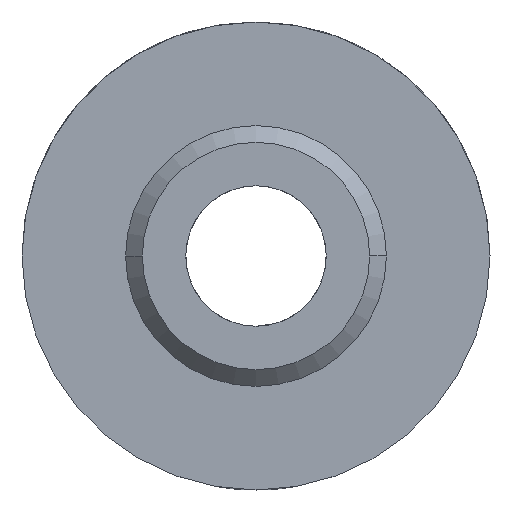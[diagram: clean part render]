
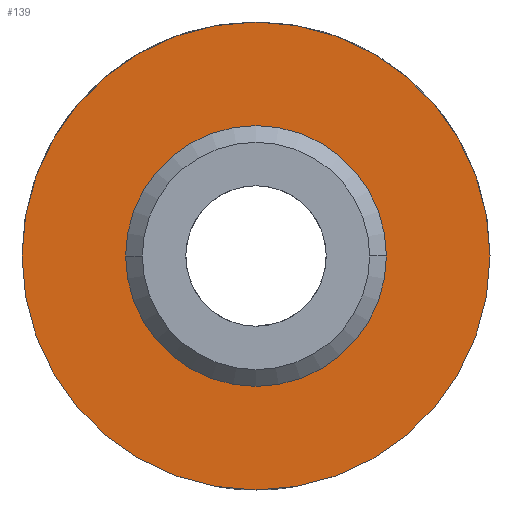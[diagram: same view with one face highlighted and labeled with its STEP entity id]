
A CAD part, front view. The second image highlights one B-rep face of the part: STEP entity #139.
In plain terms, the highlighted planar face has unit normal (0, -1, 0).
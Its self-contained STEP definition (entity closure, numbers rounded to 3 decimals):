
#15 = CIRCLE ( 'NONE', #672, 3.9 ) ;
#19 = PLANE ( 'NONE',  #896 ) ;
#50 = DIRECTION ( 'NONE',  ( -1., 0., 0. ) ) ;
#61 = CARTESIAN_POINT ( 'NONE',  ( 0., 4.2, 0. ) ) ;
#75 = AXIS2_PLACEMENT_3D ( 'NONE', #610, #697, #169 ) ;
#99 = ORIENTED_EDGE ( 'NONE', *, *, #1043, .T. ) ;
#139 = ADVANCED_FACE ( 'NONE', ( #293, #644 ), #19, .F. ) ;
#150 = CARTESIAN_POINT ( 'NONE',  ( 0., 4.2, 0. ) ) ;
#168 = ORIENTED_EDGE ( 'NONE', *, *, #303, .T. ) ;
#169 = DIRECTION ( 'NONE',  ( -1., 0., 0. ) ) ;
#202 = CARTESIAN_POINT ( 'NONE',  ( -7., 4.2, 0. ) ) ;
#224 = VERTEX_POINT ( 'NONE', #543 ) ;
#284 = AXIS2_PLACEMENT_3D ( 'NONE', #150, #326, #50 ) ;
#293 = FACE_OUTER_BOUND ( 'NONE', #443, .T. ) ;
#303 = EDGE_CURVE ( 'NONE', #689, #224, #808, .T. ) ;
#305 = VERTEX_POINT ( 'NONE', #202 ) ;
#310 = VERTEX_POINT ( 'NONE', #625 ) ;
#326 = DIRECTION ( 'NONE',  ( 0., 1., 0. ) ) ;
#389 = CARTESIAN_POINT ( 'NONE',  ( 7., 4.2, 0. ) ) ;
#443 = EDGE_LOOP ( 'NONE', ( #1056, #1078 ) ) ;
#530 = CIRCLE ( 'NONE', #284, 7. ) ;
#533 = AXIS2_PLACEMENT_3D ( 'NONE', #61, #767, #1110 ) ;
#543 = CARTESIAN_POINT ( 'NONE',  ( 3.9, 4.2, 0. ) ) ;
#554 = CARTESIAN_POINT ( 'NONE',  ( 0., 4.2, 0. ) ) ;
#560 = CARTESIAN_POINT ( 'NONE',  ( -3.9, 4.2, 0. ) ) ;
#610 = CARTESIAN_POINT ( 'NONE',  ( 0., 4.2, 0. ) ) ;
#625 = CARTESIAN_POINT ( 'NONE',  ( 7., 4.2, 0. ) ) ;
#644 = FACE_BOUND ( 'NONE', #1045, .T. ) ;
#672 = AXIS2_PLACEMENT_3D ( 'NONE', #554, #887, #1004 ) ;
#689 = VERTEX_POINT ( 'NONE', #560 ) ;
#697 = DIRECTION ( 'NONE',  ( 0., 1., 0. ) ) ;
#732 = EDGE_CURVE ( 'NONE', #310, #305, #530, .T. ) ;
#767 = DIRECTION ( 'NONE',  ( 0., 1., 0. ) ) ;
#808 = CIRCLE ( 'NONE', #533, 3.9 ) ;
#834 = DIRECTION ( 'NONE',  ( -1., 0., 0. ) ) ;
#838 = EDGE_CURVE ( 'NONE', #305, #310, #920, .T. ) ;
#887 = DIRECTION ( 'NONE',  ( 0., 1., 0. ) ) ;
#896 = AXIS2_PLACEMENT_3D ( 'NONE', #389, #1024, #834 ) ;
#920 = CIRCLE ( 'NONE', #75, 7. ) ;
#1004 = DIRECTION ( 'NONE',  ( -1., 0., 0. ) ) ;
#1024 = DIRECTION ( 'NONE',  ( 0., 1., 0. ) ) ;
#1043 = EDGE_CURVE ( 'NONE', #224, #689, #15, .T. ) ;
#1045 = EDGE_LOOP ( 'NONE', ( #168, #99 ) ) ;
#1056 = ORIENTED_EDGE ( 'NONE', *, *, #838, .F. ) ;
#1078 = ORIENTED_EDGE ( 'NONE', *, *, #732, .F. ) ;
#1110 = DIRECTION ( 'NONE',  ( -1., 0., 0. ) ) ;
